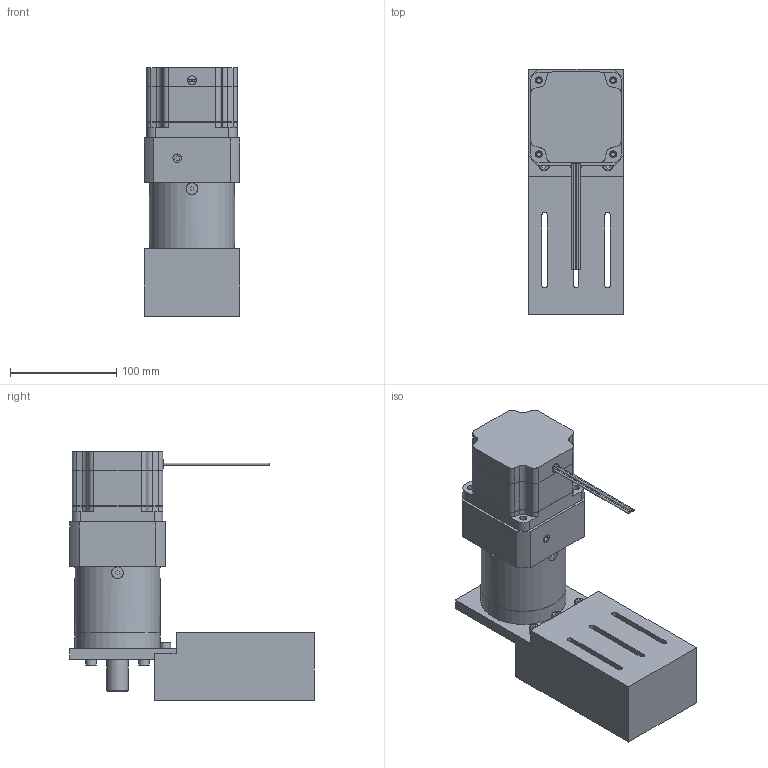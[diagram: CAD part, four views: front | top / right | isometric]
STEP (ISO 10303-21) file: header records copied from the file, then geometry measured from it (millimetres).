
FILE_DESCRIPTION(/* description */ (''),/* implementation_level */ '2;1');
FILE_NAME(/* name */ 'Montage-Motor-Achse-Y_N_Lesch.stp',/* time_stamp */ '2023-05-25T14:57:58+02:00',/* author */ ('MVM1'),/* organization */ (''),/* preprocessor_version */ 'ST-DEVELOPER v19',/* originating_system */ 'Autodesk Inventor 2023',/* authorisation */ '');
FILE_SCHEMA (('AUTOMOTIVE_DESIGN { 1 0 10303 214 3 1 1 }'));
Length unit declared in the file: millimetre
Products named in the file (8): Montage-Motor-Achse-Y_N_Lesch; Anker-Motor-Achse-Y_N_Lesch; Flansch-Motor-Achse-Y_N_Lesch; PKP296D45A_PLE080; PKP296D45A_body; MB_PLE_MASTER; ISO 4762  - M6 x 25; ISO 4762  - M6 x 20
Assembly tree (12 placements, depth 3):
  Montage-Motor-Achse-Y_N_Lesch
    Anker-Motor-Achse-Y_N_Lesch
    Flansch-Motor-Achse-Y_N_Lesch
    PKP296D45A_PLE080
      PKP296D45A_body
      MB_PLE_MASTER
    ISO 4762  - M6 x 25  x3
    ISO 4762  - M6 x 20  x4
Bounding box: 90 x 230 x 233.5 mm (x, y, z)
Volume: 1921240.4 mm3; surface area: 217979.3 mm2
Topology: 11 solids, 20 shells, 444 faces, 1097 edges, 729 vertices
Faces by surface type: plane 252, cylinder 158, cone 17, torus 17
Full cylindrical faces by diameter (mm): 4 x4, 4.134 x3, 5 x9, 5.1 x1, 6 x16, 6.3 x7, 6.4 x1, 6.5 x4, 8 x1, 8.5 x2, 10 x7, 11 x4, 14 x1, 19 x1, 20 x1, 25 x1, 28 x1, 47 x1, 60 x3, 73.02 x1, 73.025 x1, 79.6 x2, 80 x2
Entity records: 11840 total; most frequent: CARTESIAN_POINT 2139, DIRECTION 1989, ORIENTED_EDGE 1810, EDGE_CURVE 914, AXIS2_PLACEMENT_3D 709, VERTEX_POINT 609, LINE 571, VECTOR 571
